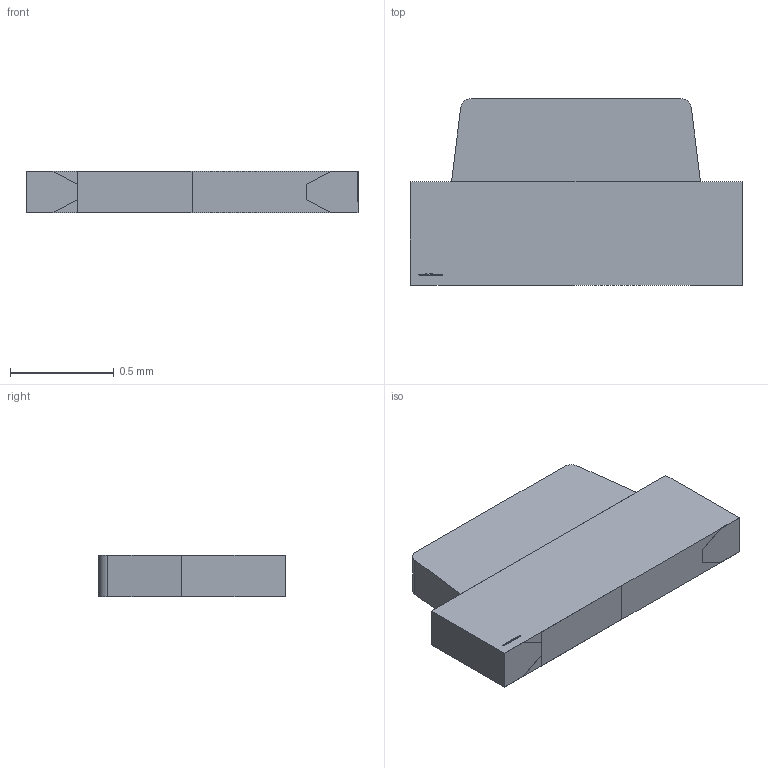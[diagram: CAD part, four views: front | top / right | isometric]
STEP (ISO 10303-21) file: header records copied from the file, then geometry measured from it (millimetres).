
FILE_DESCRIPTION (( 'STEP AP214' ), '1' );
FILE_NAME ('XZxx151x.STEP', '2016-03-17T22:58:52', ( '' ), ( '' ), 'SwSTEP 2.0', 'SolidWorks 2012', '' );
FILE_SCHEMA (( 'AUTOMOTIVE_DESIGN' ));
Length unit declared in the file: millimetre
Products named in the file (1): XZxx151x
Bounding box: 1.6 x 0.9 x 0.2 mm (x, y, z)
Volume: 0.3 mm3; surface area: 4.4 mm2
Topology: 5 solids, 5 shells, 260 faces, 690 edges, 460 vertices
Faces by surface type: plane 159, bspline 99, cylinder 2
Entity records: 12630 total; most frequent: CARTESIAN_POINT 6766, ORIENTED_EDGE 1380, DIRECTION 820, EDGE_CURVE 690, LINE 488, VECTOR 488, VERTEX_POINT 460, EDGE_LOOP 280
